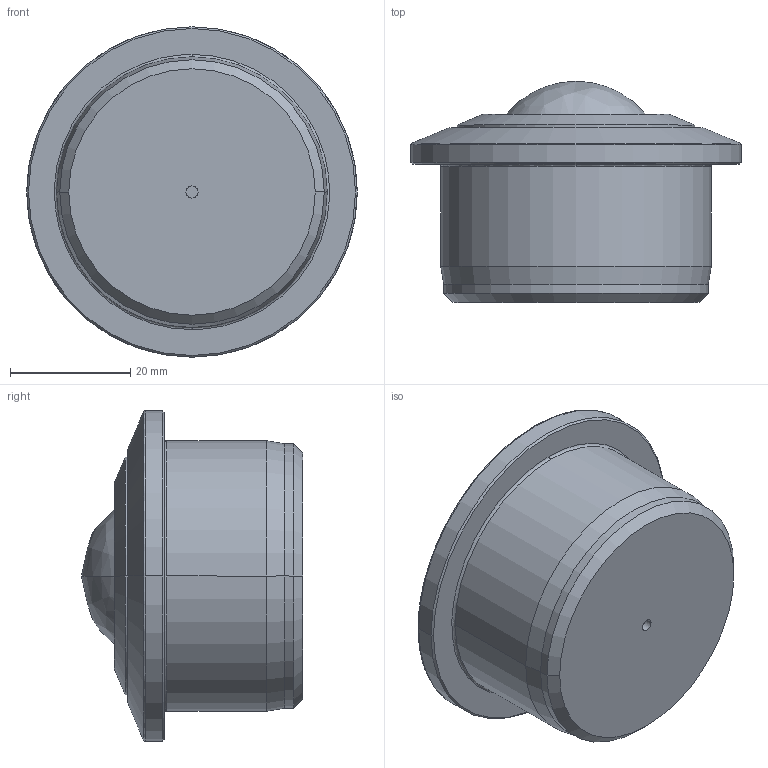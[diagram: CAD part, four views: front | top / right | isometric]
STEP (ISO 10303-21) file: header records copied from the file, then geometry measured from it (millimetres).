
FILE_DESCRIPTION (( 'STEP AP214' ), '1' );
FILE_NAME ('0017507.step', '2020-11-27T09:23:47', ( '' ), ( '' ), 'SwSTEP 2.0', 'SolidWorks 2018', '' );
FILE_SCHEMA (( 'AUTOMOTIVE_DESIGN' ));
Length unit declared in the file: millimetre
Products named in the file (1): 0017507
Bounding box: 55 x 36.8 x 55 mm (x, y, z)
Volume: 52675.2 mm3; surface area: 8952.2 mm2
Topology: 1 solids, 2 shells, 44 faces, 90 edges, 56 vertices
Faces by surface type: cylinder 14, cone 11, plane 11, bspline 8
Entity records: 1715 total; most frequent: CARTESIAN_POINT 721, DIRECTION 207, ORIENTED_EDGE 180, EDGE_CURVE 90, AXIS2_PLACEMENT_3D 89, VERTEX_POINT 56, CIRCLE 52, EDGE_LOOP 50
